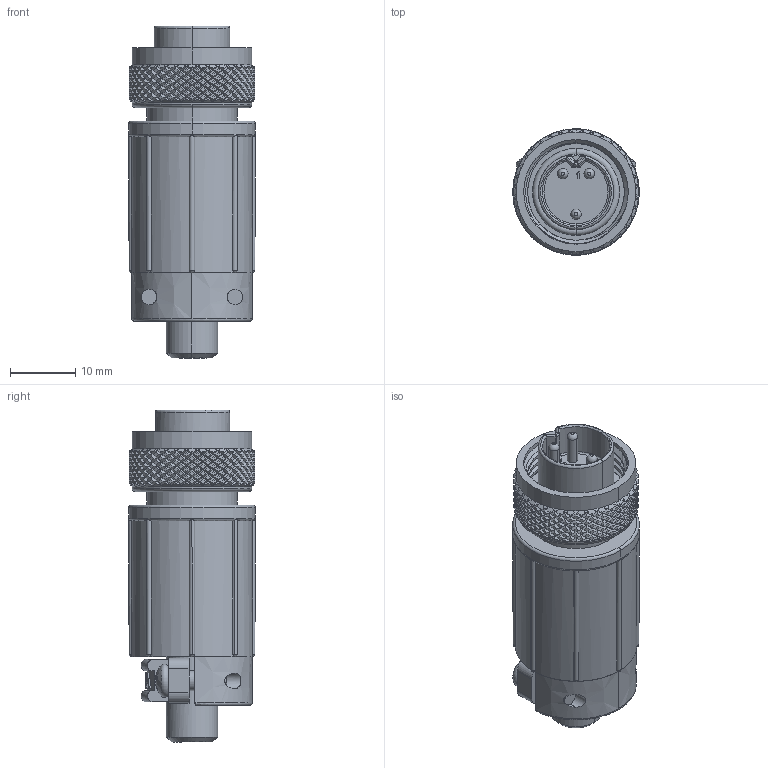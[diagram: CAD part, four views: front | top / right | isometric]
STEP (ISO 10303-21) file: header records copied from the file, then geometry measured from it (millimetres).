
FILE_DESCRIPTION (( 'STEP AP203' ), '1' );
FILE_NAME ('SF6382-3PG-520.STEP', '2015-11-03T16:46:08', ( '' ), ( '' ), 'SwSTEP 2.0', 'SolidWorks 2014', '' );
FILE_SCHEMA (( 'CONFIG_CONTROL_DESIGN' ));
Products named in the file (2): SF6382-3PG-520
Bounding box: 19.38 x 19.38 x 50.8 mm (x, y, z)
Volume: 10179.1 mm3; surface area: 5406.6 mm2
Topology: 1 solids, 3 shells, 2248 faces, 4790 edges, 2564 vertices
Faces by surface type: bspline 1612, cylinder 460, plane 124, torus 24, sphere 15, cone 13
Entity records: 112115 total; most frequent: CARTESIAN_POINT 80024, ORIENTED_EDGE 9560, EDGE_CURVE 4780, DIRECTION 2948, VERTEX_POINT 2564, EDGE_LOOP 2278, ADVANCED_FACE 2248, FACE_OUTER_BOUND 2248
